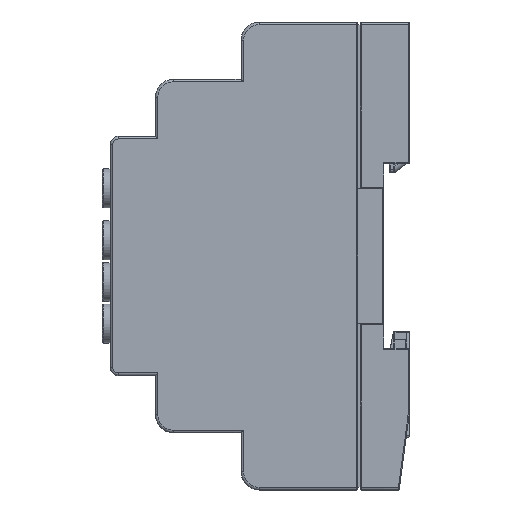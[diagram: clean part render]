
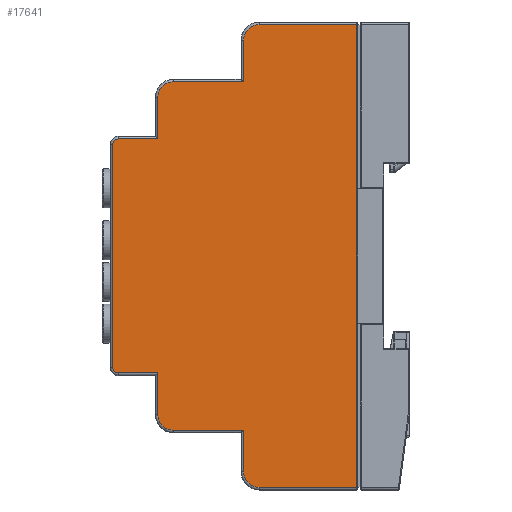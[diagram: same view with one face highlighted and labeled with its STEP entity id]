
A CAD part, left-side view. The second image highlights one B-rep face of the part: STEP entity #17641.
In plain terms, the highlighted planar face has unit normal (-1, 0, 0).
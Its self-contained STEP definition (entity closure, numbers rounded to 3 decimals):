
#316 = ORIENTED_EDGE ( 'NONE', *, *, #29463, .T. ) ;
#475 = DIRECTION ( 'NONE',  ( 0., 1., 0. ) ) ;
#775 = VERTEX_POINT ( 'NONE', #19247 ) ;
#1225 = DIRECTION ( 'NONE',  ( -1., 0., 0. ) ) ;
#1269 = EDGE_CURVE ( 'NONE', #22153, #36551, #23037, .T. ) ;
#1441 = CIRCLE ( 'NONE', #31285, 3. ) ;
#1754 = VERTEX_POINT ( 'NONE', #30683 ) ;
#1908 = DIRECTION ( 'NONE',  ( 0., 0., 1. ) ) ;
#1930 = DIRECTION ( 'NONE',  ( 0., 0., 1. ) ) ;
#1974 = VECTOR ( 'NONE', #23401, 1000. ) ;
#2003 = DIRECTION ( 'NONE',  ( 0., 0., 1. ) ) ;
#2005 = CARTESIAN_POINT ( 'NONE',  ( -19.201, 112.256, 118.83 ) ) ;
#2367 = CARTESIAN_POINT ( 'NONE',  ( -19.201, 85.106, 54.83 ) ) ;
#2884 = PLANE ( 'NONE',  #28135 ) ;
#3598 = LINE ( 'NONE', #6409, #1974 ) ;
#3662 = CARTESIAN_POINT ( 'NONE',  ( -19.201, 88.106, 137.83 ) ) ;
#3871 = VECTOR ( 'NONE', #17564, 1000. ) ;
#4061 = EDGE_CURVE ( 'NONE', #1754, #34750, #8086, .T. ) ;
#4147 = AXIS2_PLACEMENT_3D ( 'NONE', #2367, #33402, #2003 ) ;
#5318 = DIRECTION ( 'NONE',  ( 0., 0., 1. ) ) ;
#5362 = CARTESIAN_POINT ( 'NONE',  ( -19.201, 104.606, 73.83 ) ) ;
#5428 = EDGE_CURVE ( 'NONE', #17602, #21160, #26200, .T. ) ;
#5519 = DIRECTION ( 'NONE',  ( -1., 0., 0. ) ) ;
#5692 = VECTOR ( 'NONE', #20378, 1000. ) ;
#5866 = CARTESIAN_POINT ( 'NONE',  ( -19.201, 101.606, 65.83 ) ) ;
#6088 = EDGE_CURVE ( 'NONE', #34233, #35889, #31063, .T. ) ;
#6134 = ORIENTED_EDGE ( 'NONE', *, *, #21440, .T. ) ;
#6242 = FACE_OUTER_BOUND ( 'NONE', #22060, .T. ) ;
#6276 = ORIENTED_EDGE ( 'NONE', *, *, #5428, .T. ) ;
#6409 = CARTESIAN_POINT ( 'NONE',  ( -19.201, 105.106, 73.83 ) ) ;
#7525 = CARTESIAN_POINT ( 'NONE',  ( -19.201, 66.406, 140.83 ) ) ;
#7659 = CARTESIAN_POINT ( 'NONE',  ( -19.201, 88.106, 54.83 ) ) ;
#7696 = CARTESIAN_POINT ( 'NONE',  ( -19.201, 66.406, 51.83 ) ) ;
#7982 = DIRECTION ( 'NONE',  ( 0., 1., 0. ) ) ;
#8086 = LINE ( 'NONE', #19482, #24926 ) ;
#8287 = VECTOR ( 'NONE', #13186, 1000. ) ;
#8719 = DIRECTION ( 'NONE',  ( -1., 0., 0. ) ) ;
#8760 = CARTESIAN_POINT ( 'NONE',  ( -19.201, 104.606, 126.83 ) ) ;
#8800 = LINE ( 'NONE', #14760, #3871 ) ;
#8981 = CARTESIAN_POINT ( 'NONE',  ( -19.201, 66.406, 140.83 ) ) ;
#9486 = CIRCLE ( 'NONE', #13675, 3. ) ;
#9746 = EDGE_CURVE ( 'NONE', #21160, #34233, #18439, .T. ) ;
#9838 = DIRECTION ( 'NONE',  ( 0., 0., 1. ) ) ;
#10520 = VERTEX_POINT ( 'NONE', #22364 ) ;
#10642 = DIRECTION ( 'NONE',  ( 0., 0., -1. ) ) ;
#10710 = CIRCLE ( 'NONE', #4147, 3. ) ;
#10818 = CARTESIAN_POINT ( 'NONE',  ( -19.201, 88.106, 130.33 ) ) ;
#11342 = CARTESIAN_POINT ( 'NONE',  ( -19.201, 101.606, 126.83 ) ) ;
#11456 = ORIENTED_EDGE ( 'NONE', *, *, #14293, .T. ) ;
#11520 = CARTESIAN_POINT ( 'NONE',  ( -19.201, 88.106, 129.83 ) ) ;
#11783 = EDGE_CURVE ( 'NONE', #20387, #31922, #24475, .T. ) ;
#11978 = CARTESIAN_POINT ( 'NONE',  ( -19.201, 85.106, 140.83 ) ) ;
#13006 = CARTESIAN_POINT ( 'NONE',  ( -19.201, 112.256, 74.83 ) ) ;
#13075 = AXIS2_PLACEMENT_3D ( 'NONE', #27517, #32957, #1908 ) ;
#13186 = DIRECTION ( 'NONE',  ( 0., -1., 0. ) ) ;
#13218 = LINE ( 'NONE', #2005, #30292 ) ;
#13481 = CARTESIAN_POINT ( 'NONE',  ( -19.201, 113.256, 74.83 ) ) ;
#13675 = AXIS2_PLACEMENT_3D ( 'NONE', #11342, #8719, #22731 ) ;
#14293 = EDGE_CURVE ( 'NONE', #775, #17421, #9486, .T. ) ;
#14545 = EDGE_CURVE ( 'NONE', #10520, #1754, #27388, .T. ) ;
#14760 = CARTESIAN_POINT ( 'NONE',  ( -19.201, 104.606, 119.33 ) ) ;
#15372 = CARTESIAN_POINT ( 'NONE',  ( -19.201, 66.206, 51.83 ) ) ;
#15549 = LINE ( 'NONE', #26961, #28945 ) ;
#15673 = ORIENTED_EDGE ( 'NONE', *, *, #32044, .T. ) ;
#15875 = CARTESIAN_POINT ( 'NONE',  ( -19.201, 104.606, 65.83 ) ) ;
#15951 = CARTESIAN_POINT ( 'NONE',  ( -19.201, 85.106, 137.83 ) ) ;
#16055 = CARTESIAN_POINT ( 'NONE',  ( -19.201, 112.256, 73.83 ) ) ;
#16676 = ORIENTED_EDGE ( 'NONE', *, *, #28233, .T. ) ;
#16891 = DIRECTION ( 'NONE',  ( 0., 0., 1. ) ) ;
#17405 = ORIENTED_EDGE ( 'NONE', *, *, #4061, .T. ) ;
#17421 = VERTEX_POINT ( 'NONE', #8760 ) ;
#17564 = DIRECTION ( 'NONE',  ( 0., 0., -1. ) ) ;
#17602 = VERTEX_POINT ( 'NONE', #33737 ) ;
#17641 = ADVANCED_FACE ( 'NONE', ( #6242 ), #2884, .T. ) ;
#17872 = VECTOR ( 'NONE', #26970, 1000. ) ;
#18439 = LINE ( 'NONE', #32851, #25297 ) ;
#19247 = CARTESIAN_POINT ( 'NONE',  ( -19.201, 101.606, 129.83 ) ) ;
#19482 = CARTESIAN_POINT ( 'NONE',  ( -19.201, 88.106, 54.83 ) ) ;
#20213 = ORIENTED_EDGE ( 'NONE', *, *, #14545, .T. ) ;
#20301 = AXIS2_PLACEMENT_3D ( 'NONE', #13006, #1225, #9838 ) ;
#20378 = DIRECTION ( 'NONE',  ( 0., 0., 1. ) ) ;
#20387 = VERTEX_POINT ( 'NONE', #5362 ) ;
#20638 = ORIENTED_EDGE ( 'NONE', *, *, #6088, .T. ) ;
#21160 = VERTEX_POINT ( 'NONE', #24117 ) ;
#21178 = LINE ( 'NONE', #15372, #17872 ) ;
#21250 = VERTEX_POINT ( 'NONE', #11520 ) ;
#21440 = EDGE_CURVE ( 'NONE', #29186, #22153, #23839, .T. ) ;
#21761 = ORIENTED_EDGE ( 'NONE', *, *, #35148, .T. ) ;
#21781 = CARTESIAN_POINT ( 'NONE',  ( -19.201, 88.606, 62.83 ) ) ;
#21928 = DIRECTION ( 'NONE',  ( -1., 0., 0. ) ) ;
#22031 = EDGE_CURVE ( 'NONE', #36911, #28420, #21178, .T. ) ;
#22060 = EDGE_LOOP ( 'NONE', ( #30963, #24973, #6134, #33166, #15673, #34691, #11456, #316, #32195, #6276, #26331, #20638, #16676, #29620, #32253, #20213, #17405, #21761 ) ) ;
#22153 = VERTEX_POINT ( 'NONE', #11978 ) ;
#22364 = CARTESIAN_POINT ( 'NONE',  ( -19.201, 101.606, 62.83 ) ) ;
#22731 = DIRECTION ( 'NONE',  ( 0., 0., 1. ) ) ;
#23037 = CIRCLE ( 'NONE', #28407, 3. ) ;
#23401 = DIRECTION ( 'NONE',  ( 0., -1., 0. ) ) ;
#23839 = LINE ( 'NONE', #26270, #24679 ) ;
#24117 = CARTESIAN_POINT ( 'NONE',  ( -19.201, 113.256, 117.83 ) ) ;
#24475 = LINE ( 'NONE', #15875, #25324 ) ;
#24679 = VECTOR ( 'NONE', #475, 1000. ) ;
#24926 = VECTOR ( 'NONE', #28088, 1000. ) ;
#24973 = ORIENTED_EDGE ( 'NONE', *, *, #33673, .T. ) ;
#25297 = VECTOR ( 'NONE', #27773, 1000. ) ;
#25324 = VECTOR ( 'NONE', #36419, 1000. ) ;
#26200 = CIRCLE ( 'NONE', #13075, 1. ) ;
#26270 = CARTESIAN_POINT ( 'NONE',  ( -19.201, 85.106, 140.83 ) ) ;
#26331 = ORIENTED_EDGE ( 'NONE', *, *, #9746, .T. ) ;
#26849 = EDGE_CURVE ( 'NONE', #35046, #17602, #13218, .T. ) ;
#26909 = CARTESIAN_POINT ( 'NONE',  ( -19.201, 104.606, 65.83 ) ) ;
#26961 = CARTESIAN_POINT ( 'NONE',  ( -19.201, 101.606, 129.83 ) ) ;
#26970 = DIRECTION ( 'NONE',  ( 0., -1., 0. ) ) ;
#27388 = LINE ( 'NONE', #21781, #8287 ) ;
#27517 = CARTESIAN_POINT ( 'NONE',  ( -19.201, 112.256, 117.83 ) ) ;
#27773 = DIRECTION ( 'NONE',  ( 0., 0., -1. ) ) ;
#28088 = DIRECTION ( 'NONE',  ( 0., 0., -1. ) ) ;
#28135 = AXIS2_PLACEMENT_3D ( 'NONE', #28310, #5519, #16891 ) ;
#28233 = EDGE_CURVE ( 'NONE', #35889, #20387, #3598, .T. ) ;
#28310 = CARTESIAN_POINT ( 'NONE',  ( -19.201, 85.106, 137.83 ) ) ;
#28382 = LINE ( 'NONE', #10818, #36034 ) ;
#28407 = AXIS2_PLACEMENT_3D ( 'NONE', #15951, #21928, #1930 ) ;
#28420 = VERTEX_POINT ( 'NONE', #7696 ) ;
#28448 = LINE ( 'NONE', #8981, #5692 ) ;
#28945 = VECTOR ( 'NONE', #32403, 1000. ) ;
#29186 = VERTEX_POINT ( 'NONE', #7525 ) ;
#29247 = EDGE_CURVE ( 'NONE', #21250, #775, #15549, .T. ) ;
#29463 = EDGE_CURVE ( 'NONE', #17421, #35046, #8800, .T. ) ;
#29620 = ORIENTED_EDGE ( 'NONE', *, *, #11783, .T. ) ;
#30292 = VECTOR ( 'NONE', #7982, 1000. ) ;
#30683 = CARTESIAN_POINT ( 'NONE',  ( -19.201, 88.106, 62.83 ) ) ;
#30963 = ORIENTED_EDGE ( 'NONE', *, *, #22031, .T. ) ;
#31063 = CIRCLE ( 'NONE', #20301, 1. ) ;
#31285 = AXIS2_PLACEMENT_3D ( 'NONE', #5866, #36689, #5318 ) ;
#31922 = VERTEX_POINT ( 'NONE', #26909 ) ;
#32044 = EDGE_CURVE ( 'NONE', #36551, #21250, #28382, .T. ) ;
#32195 = ORIENTED_EDGE ( 'NONE', *, *, #26849, .T. ) ;
#32253 = ORIENTED_EDGE ( 'NONE', *, *, #32346, .T. ) ;
#32346 = EDGE_CURVE ( 'NONE', #31922, #10520, #1441, .T. ) ;
#32403 = DIRECTION ( 'NONE',  ( 0., 1., 0. ) ) ;
#32851 = CARTESIAN_POINT ( 'NONE',  ( -19.201, 113.256, 74.83 ) ) ;
#32957 = DIRECTION ( 'NONE',  ( -1., 0., 0. ) ) ;
#33166 = ORIENTED_EDGE ( 'NONE', *, *, #1269, .T. ) ;
#33402 = DIRECTION ( 'NONE',  ( -1., 0., 0. ) ) ;
#33673 = EDGE_CURVE ( 'NONE', #28420, #29186, #28448, .T. ) ;
#33737 = CARTESIAN_POINT ( 'NONE',  ( -19.201, 112.256, 118.83 ) ) ;
#34233 = VERTEX_POINT ( 'NONE', #13481 ) ;
#34314 = CARTESIAN_POINT ( 'NONE',  ( -19.201, 85.106, 51.83 ) ) ;
#34360 = CARTESIAN_POINT ( 'NONE',  ( -19.201, 104.606, 118.83 ) ) ;
#34691 = ORIENTED_EDGE ( 'NONE', *, *, #29247, .T. ) ;
#34750 = VERTEX_POINT ( 'NONE', #7659 ) ;
#35046 = VERTEX_POINT ( 'NONE', #34360 ) ;
#35148 = EDGE_CURVE ( 'NONE', #34750, #36911, #10710, .T. ) ;
#35889 = VERTEX_POINT ( 'NONE', #16055 ) ;
#36034 = VECTOR ( 'NONE', #10642, 1000. ) ;
#36419 = DIRECTION ( 'NONE',  ( 0., 0., -1. ) ) ;
#36551 = VERTEX_POINT ( 'NONE', #3662 ) ;
#36689 = DIRECTION ( 'NONE',  ( -1., 0., 0. ) ) ;
#36911 = VERTEX_POINT ( 'NONE', #34314 ) ;
